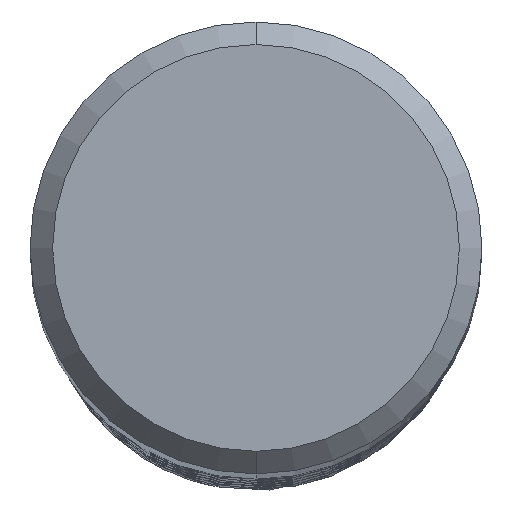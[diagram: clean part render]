
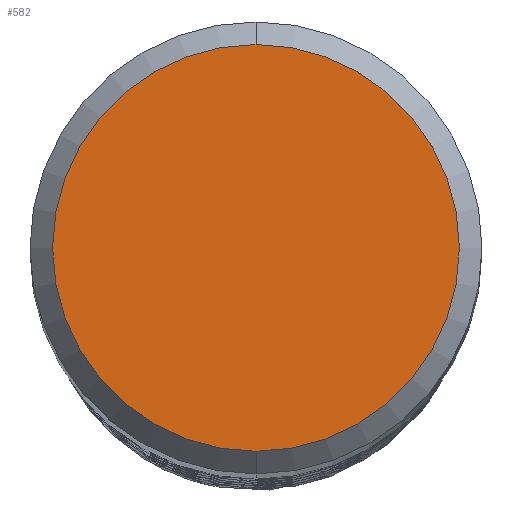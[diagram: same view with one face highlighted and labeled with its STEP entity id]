
A CAD part, top view. The second image highlights one B-rep face of the part: STEP entity #582.
In plain terms, the highlighted planar face has unit normal (0, 0, 1).
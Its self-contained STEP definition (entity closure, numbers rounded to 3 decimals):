
#582=ADVANCED_FACE('',(#1395),#1396,.T.);
#636=VERTEX_POINT('',#1451);
#908=EDGE_CURVE('',#1124,#636,#1751,.T.);
#1124=VERTEX_POINT('',#1989);
#1154=EDGE_CURVE('',#636,#1124,#2020,.T.);
#1395=FACE_OUTER_BOUND('',#8833,.T.);
#1396=PLANE('',#8834);
#1451=CARTESIAN_POINT('',(0.0,3.6,0.0));
#1751=CIRCLE('',#20470,3.6);
#1989=CARTESIAN_POINT('',(0.,-3.6,0.0));
#2020=CIRCLE('',#35408,3.6);
#8833=EDGE_LOOP('',(#37705,#37706));
#8834=AXIS2_PLACEMENT_3D('',#37707,#37708,#37709);
#20470=AXIS2_PLACEMENT_3D('',#38058,#38059,#38060);
#35408=AXIS2_PLACEMENT_3D('',#38306,#38307,#38308);
#37705=ORIENTED_EDGE('',*,*,#1154,.F.);
#37706=ORIENTED_EDGE('',*,*,#908,.F.);
#37707=CARTESIAN_POINT('',(0.0,1.8,0.0));
#37708=DIRECTION('',(-0.0,0.0,1.0));
#37709=DIRECTION('',(0.0,-1.0,0.0));
#38058=CARTESIAN_POINT('',(0.0,0.0,0.0));
#38059=DIRECTION('',(0.0,0.0,-1.0));
#38060=DIRECTION('',(0.0,1.0,0.0));
#38306=CARTESIAN_POINT('',(0.0,0.0,0.0));
#38307=DIRECTION('',(0.0,0.0,-1.0));
#38308=DIRECTION('',(0.0,1.0,0.0));
